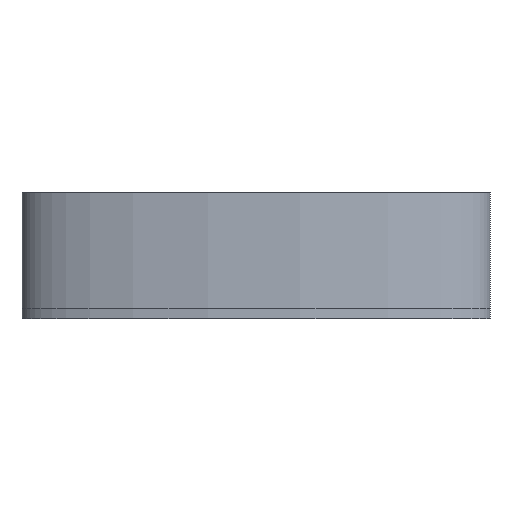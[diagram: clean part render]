
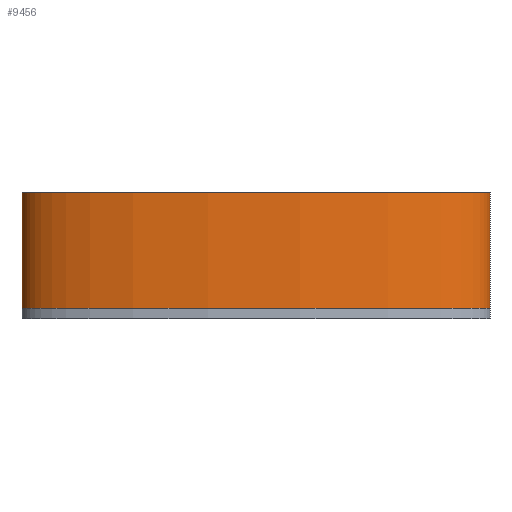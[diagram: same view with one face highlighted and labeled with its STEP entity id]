
A CAD part, left-side view. The second image highlights one B-rep face of the part: STEP entity #9456.
In plain terms, the highlighted face is a extrusion surface.
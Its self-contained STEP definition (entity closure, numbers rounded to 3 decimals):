
#3135 = PLANE('',#3136);
#3136 = AXIS2_PLACEMENT_3D('',#3137,#3138,#3139);
#3137 = CARTESIAN_POINT('',(0.,-65.,17.5));
#3138 = DIRECTION('',(0.,-1.,-0.));
#3139 = DIRECTION('',(-1.,0.,0.));
#3191 = PLANE('',#3192);
#3192 = AXIS2_PLACEMENT_3D('',#3193,#3194,#3195);
#3193 = CARTESIAN_POINT('',(0.,65.,17.5));
#3194 = DIRECTION('',(0.,1.,0.));
#3195 = DIRECTION('',(1.,0.,0.));
#3219 = PLANE('',#3220);
#3220 = AXIS2_PLACEMENT_3D('',#3221,#3222,#3223);
#3221 = CARTESIAN_POINT('',(-16.762,0.516,35.));
#3222 = DIRECTION('',(0.,0.,1.));
#3223 = DIRECTION('',(1.,0.,-0.));
#8392 = VERTEX_POINT('',#8393);
#8393 = CARTESIAN_POINT('',(-105.,-65.,3.));
#8407 = SURFACE_OF_LINEAR_EXTRUSION('',#8408,#8413);
#8408 = ELLIPSE('',#8409,65.,20.);
#8409 = AXIS2_PLACEMENT_3D('',#8410,#8411,#8412);
#8410 = CARTESIAN_POINT('',(-105.,0.,0.));
#8411 = DIRECTION('',(0.,-0.,1.));
#8412 = DIRECTION('',(0.,1.,0.));
#8413 = VECTOR('',#8414,1.);
#8414 = DIRECTION('',(-0.,-0.,-1.));
#8445 = VERTEX_POINT('',#8446);
#8446 = CARTESIAN_POINT('',(-105.,-65.,35.));
#8467 = EDGE_CURVE('',#8392,#8445,#8468,.T.);
#8468 = SURFACE_CURVE('',#8469,(#8473,#8480),.PCURVE_S1.);
#8469 = LINE('',#8470,#8471);
#8470 = CARTESIAN_POINT('',(-105.,-65.,3.));
#8471 = VECTOR('',#8472,1.);
#8472 = DIRECTION('',(0.,0.,1.));
#8473 = PCURVE('',#3135,#8474);
#8474 = DEFINITIONAL_REPRESENTATION('',(#8475),#8479);
#8475 = LINE('',#8476,#8477);
#8476 = CARTESIAN_POINT('',(105.,14.5));
#8477 = VECTOR('',#8478,1.);
#8478 = DIRECTION('',(0.,-1.));
#8479 = ( GEOMETRIC_REPRESENTATION_CONTEXT(2) 
PARAMETRIC_REPRESENTATION_CONTEXT() REPRESENTATION_CONTEXT('2D SPACE',''
  ) );
#8480 = PCURVE('',#8481,#8489);
#8481 = SURFACE_OF_LINEAR_EXTRUSION('',#8482,#8487);
#8482 = ELLIPSE('',#8483,65.,20.);
#8483 = AXIS2_PLACEMENT_3D('',#8484,#8485,#8486);
#8484 = CARTESIAN_POINT('',(-105.,0.,3.));
#8485 = DIRECTION('',(0.,-0.,1.));
#8486 = DIRECTION('',(0.,1.,0.));
#8487 = VECTOR('',#8488,1.);
#8488 = DIRECTION('',(-0.,-0.,-1.));
#8489 = DEFINITIONAL_REPRESENTATION('',(#8490),#8494);
#8490 = LINE('',#8491,#8492);
#8491 = CARTESIAN_POINT('',(3.142,0.));
#8492 = VECTOR('',#8493,1.);
#8493 = DIRECTION('',(0.,-1.));
#8494 = ( GEOMETRIC_REPRESENTATION_CONTEXT(2) 
PARAMETRIC_REPRESENTATION_CONTEXT() REPRESENTATION_CONTEXT('2D SPACE',''
  ) );
#8842 = VERTEX_POINT('',#8843);
#8843 = CARTESIAN_POINT('',(-105.,65.,3.));
#8864 = EDGE_CURVE('',#8842,#8865,#8867,.T.);
#8865 = VERTEX_POINT('',#8866);
#8866 = CARTESIAN_POINT('',(-105.,65.,35.));
#8867 = SURFACE_CURVE('',#8868,(#8872,#8879),.PCURVE_S1.);
#8868 = LINE('',#8869,#8870);
#8869 = CARTESIAN_POINT('',(-105.,65.,3.));
#8870 = VECTOR('',#8871,1.);
#8871 = DIRECTION('',(0.,0.,1.));
#8872 = PCURVE('',#3191,#8873);
#8873 = DEFINITIONAL_REPRESENTATION('',(#8874),#8878);
#8874 = LINE('',#8875,#8876);
#8875 = CARTESIAN_POINT('',(-105.,14.5));
#8876 = VECTOR('',#8877,1.);
#8877 = DIRECTION('',(0.,-1.));
#8878 = ( GEOMETRIC_REPRESENTATION_CONTEXT(2) 
PARAMETRIC_REPRESENTATION_CONTEXT() REPRESENTATION_CONTEXT('2D SPACE',''
  ) );
#8879 = PCURVE('',#8481,#8880);
#8880 = DEFINITIONAL_REPRESENTATION('',(#8881),#8885);
#8881 = LINE('',#8882,#8883);
#8882 = CARTESIAN_POINT('',(0.,0.));
#8883 = VECTOR('',#8884,1.);
#8884 = DIRECTION('',(0.,-1.));
#8885 = ( GEOMETRIC_REPRESENTATION_CONTEXT(2) 
PARAMETRIC_REPRESENTATION_CONTEXT() REPRESENTATION_CONTEXT('2D SPACE',''
  ) );
#9433 = EDGE_CURVE('',#8842,#8392,#9434,.T.);
#9434 = SURFACE_CURVE('',#9435,(#9440,#9447),.PCURVE_S1.);
#9435 = ELLIPSE('',#9436,65.,20.);
#9436 = AXIS2_PLACEMENT_3D('',#9437,#9438,#9439);
#9437 = CARTESIAN_POINT('',(-105.,0.,3.));
#9438 = DIRECTION('',(0.,-0.,1.));
#9439 = DIRECTION('',(0.,1.,0.));
#9440 = PCURVE('',#8407,#9441);
#9441 = DEFINITIONAL_REPRESENTATION('',(#9442),#9446);
#9442 = LINE('',#9443,#9444);
#9443 = CARTESIAN_POINT('',(0.,-3.));
#9444 = VECTOR('',#9445,1.);
#9445 = DIRECTION('',(1.,0.));
#9446 = ( GEOMETRIC_REPRESENTATION_CONTEXT(2) 
PARAMETRIC_REPRESENTATION_CONTEXT() REPRESENTATION_CONTEXT('2D SPACE',''
  ) );
#9447 = PCURVE('',#8481,#9448);
#9448 = DEFINITIONAL_REPRESENTATION('',(#9449),#9453);
#9449 = LINE('',#9450,#9451);
#9450 = CARTESIAN_POINT('',(0.,0.));
#9451 = VECTOR('',#9452,1.);
#9452 = DIRECTION('',(1.,0.));
#9453 = ( GEOMETRIC_REPRESENTATION_CONTEXT(2) 
PARAMETRIC_REPRESENTATION_CONTEXT() REPRESENTATION_CONTEXT('2D SPACE',''
  ) );
#9456 = ADVANCED_FACE('',(#9457),#8481,.F.);
#9457 = FACE_BOUND('',#9458,.F.);
#9458 = EDGE_LOOP('',(#9459,#9460,#9482,#9483));
#9459 = ORIENTED_EDGE('',*,*,#8864,.T.);
#9460 = ORIENTED_EDGE('',*,*,#9461,.T.);
#9461 = EDGE_CURVE('',#8865,#8445,#9462,.T.);
#9462 = SURFACE_CURVE('',#9463,(#9468,#9475),.PCURVE_S1.);
#9463 = ELLIPSE('',#9464,65.,20.);
#9464 = AXIS2_PLACEMENT_3D('',#9465,#9466,#9467);
#9465 = CARTESIAN_POINT('',(-105.,0.,35.));
#9466 = DIRECTION('',(0.,-0.,1.));
#9467 = DIRECTION('',(0.,1.,0.));
#9468 = PCURVE('',#8481,#9469);
#9469 = DEFINITIONAL_REPRESENTATION('',(#9470),#9474);
#9470 = LINE('',#9471,#9472);
#9471 = CARTESIAN_POINT('',(0.,-32.));
#9472 = VECTOR('',#9473,1.);
#9473 = DIRECTION('',(1.,0.));
#9474 = ( GEOMETRIC_REPRESENTATION_CONTEXT(2) 
PARAMETRIC_REPRESENTATION_CONTEXT() REPRESENTATION_CONTEXT('2D SPACE',''
  ) );
#9475 = PCURVE('',#3219,#9476);
#9476 = DEFINITIONAL_REPRESENTATION('',(#9477),#9481);
#9477 = ELLIPSE('',#9478,65.,20.);
#9478 = AXIS2_PLACEMENT_2D('',#9479,#9480);
#9479 = CARTESIAN_POINT('',(-88.238,-0.516));
#9480 = DIRECTION('',(0.,1.));
#9481 = ( GEOMETRIC_REPRESENTATION_CONTEXT(2) 
PARAMETRIC_REPRESENTATION_CONTEXT() REPRESENTATION_CONTEXT('2D SPACE',''
  ) );
#9482 = ORIENTED_EDGE('',*,*,#8467,.F.);
#9483 = ORIENTED_EDGE('',*,*,#9433,.F.);
